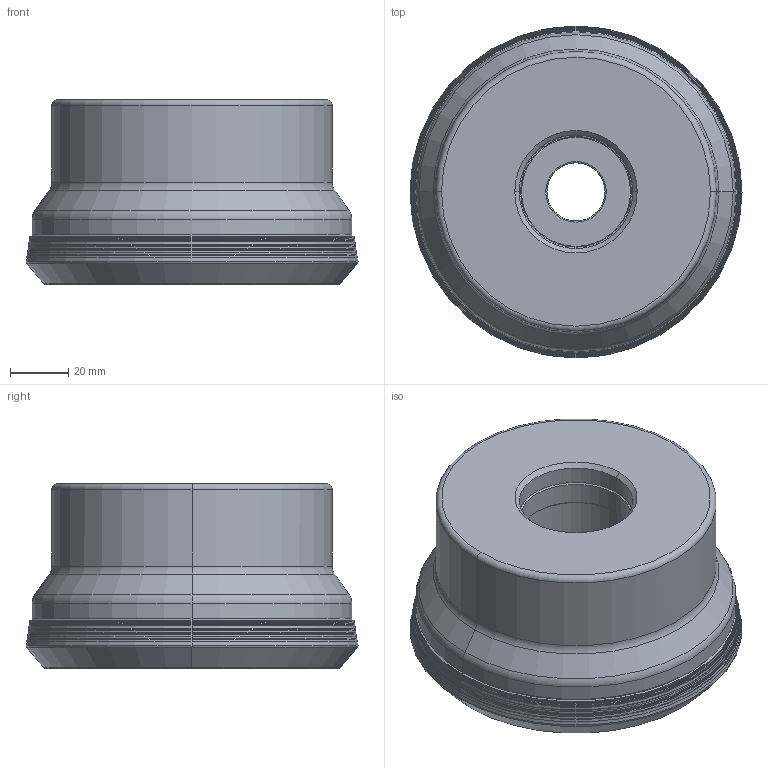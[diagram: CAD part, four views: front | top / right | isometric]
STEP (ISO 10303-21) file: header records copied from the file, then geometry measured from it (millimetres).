
FILE_DESCRIPTION(/* description */ (''),/* implementation_level */ '2;1');
FILE_NAME(/* name */ 'AHX640WR0414E_IR0_031.stp',/* time_stamp */ '2021-02-02T08:17:26+09:00',/* author */ (''),/* organization */ (''),/* preprocessor_version */ 'ST-DEVELOPER v16',/* originating_system */ 'SIEMENS PLM Software NX 10.0',/* authorisation */ '');
FILE_SCHEMA (('AUTOMOTIVE_DESIGN { 1 0 10303 214 3 1 1 1 }'));
Length unit declared in the file: millimetre
Products named in the file (1): AHX640WR0414E_IR0_031_ASM
Bounding box: 114.16 x 114.16 x 63.5 mm (x, y, z)
Volume: 522466.6 mm3; surface area: 61259.5 mm2
Topology: 2 solids, 2 shells, 523 faces, 1336 edges, 1059 vertices
Faces by surface type: cone 186, torus 176, revolution 104, bspline 34, cylinder 14, plane 9
Entity records: 18341 total; most frequent: CARTESIAN_POINT 5059, DIRECTION 2967, ORIENTED_EDGE 2204, AXIS2_PLACEMENT_3D 1280, EDGE_CURVE 1102, CIRCLE 884, VERTEX_POINT 588, EDGE_LOOP 532
